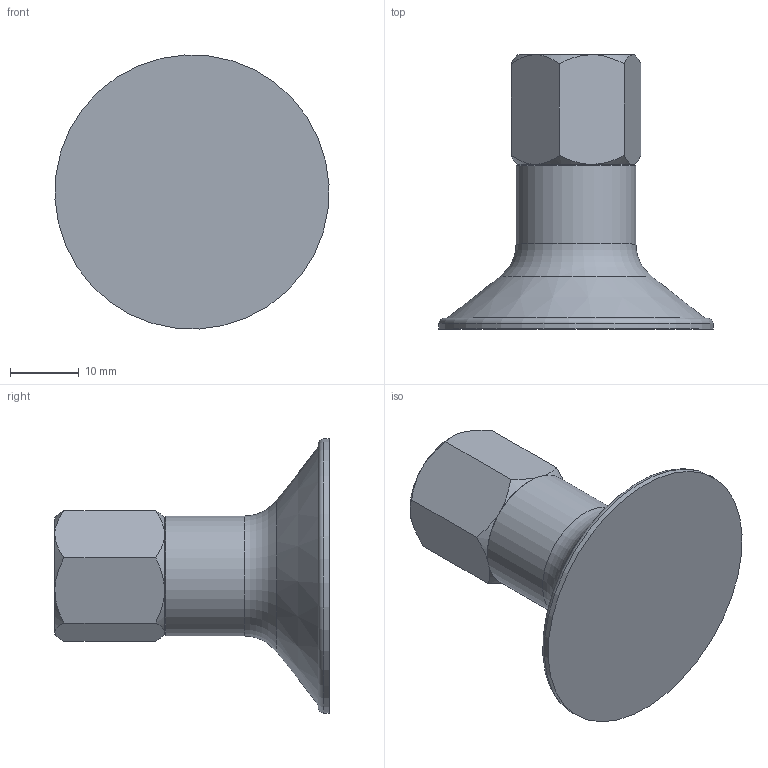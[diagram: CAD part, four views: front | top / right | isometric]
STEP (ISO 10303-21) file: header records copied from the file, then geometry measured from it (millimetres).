
FILE_DESCRIPTION(/* description */ (''),/* implementation_level */ '2;1');
FILE_NAME(/* name */ 'vc40cn_rac6r1-4h.stp',/* time_stamp */ '2024-06-25T08:34:52+02:00',/* author */ ('enginyeria3'),/* organization */ (''),/* preprocessor_version */ 'ST-DEVELOPER v20',/* originating_system */ 'Autodesk Inventor 2024',/* authorisation */ '');
FILE_SCHEMA (('AUTOMOTIVE_DESIGN { 1 0 10303 214 3 1 1 }'));
Length unit declared in the file: millimetre
Products named in the file (1): Pieza2
Bounding box: 39.95 x 40 x 39.95 mm (x, y, z)
Volume: 12360.5 mm3; surface area: 5421.7 mm2
Topology: 1 solids, 1 shells, 34 faces, 74 edges, 45 vertices
Faces by surface type: cone 16, plane 11, cylinder 5, torus 2
Full cylindrical faces by diameter (mm): 8.5 x1, 11.445 x1, 11.5 x1, 17.5 x1, 40.005 x1
Entity records: 1002 total; most frequent: CARTESIAN_POINT 202, DIRECTION 155, ORIENTED_EDGE 148, EDGE_CURVE 74, AXIS2_PLACEMENT_3D 70, VERTEX_POINT 45, EDGE_LOOP 37, CIRCLE 35
